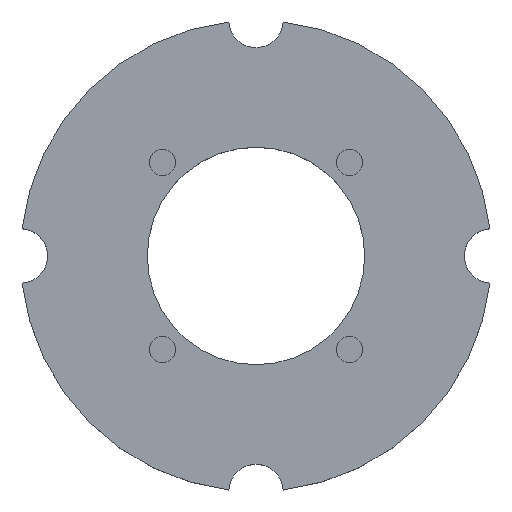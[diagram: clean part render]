
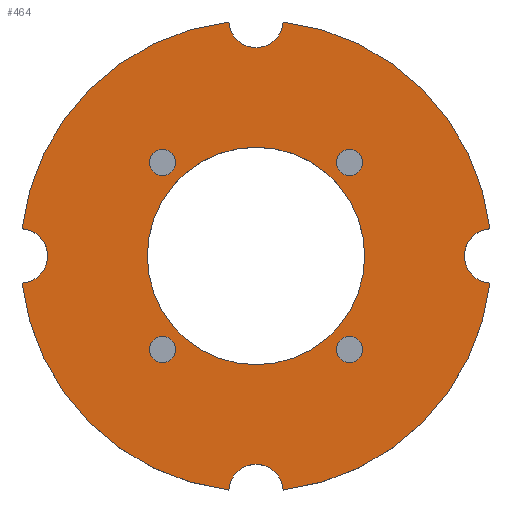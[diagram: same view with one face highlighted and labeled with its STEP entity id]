
A CAD part, top view. The second image highlights one B-rep face of the part: STEP entity #464.
In plain terms, the highlighted planar face has unit normal (0, 0, 1).
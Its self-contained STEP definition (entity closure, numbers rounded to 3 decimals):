
#15=FACE_BOUND('',#80,.T.);
#16=FACE_BOUND('',#81,.T.);
#17=FACE_BOUND('',#82,.T.);
#18=FACE_BOUND('',#83,.T.);
#19=FACE_BOUND('',#84,.T.);
#29=PLANE('',#515);
#44=FACE_OUTER_BOUND('',#79,.T.);
#79=EDGE_LOOP('',(#320,#321,#322,#323,#324,#325,#326,#327));
#80=EDGE_LOOP('',(#328));
#81=EDGE_LOOP('',(#329));
#82=EDGE_LOOP('',(#330));
#83=EDGE_LOOP('',(#331));
#84=EDGE_LOOP('',(#332));
#169=CIRCLE('',#513,3.);
#171=CIRCLE('',#516,26.);
#172=CIRCLE('',#517,3.);
#173=CIRCLE('',#518,26.);
#174=CIRCLE('',#519,3.);
#175=CIRCLE('',#520,26.);
#176=CIRCLE('',#521,3.);
#177=CIRCLE('',#522,26.);
#178=CIRCLE('',#523,12.);
#179=CIRCLE('',#524,1.45);
#180=CIRCLE('',#525,1.45);
#181=CIRCLE('',#526,1.45);
#182=CIRCLE('',#527,1.45);
#211=VERTEX_POINT('',#768);
#212=VERTEX_POINT('',#769);
#215=VERTEX_POINT('',#777);
#216=VERTEX_POINT('',#779);
#217=VERTEX_POINT('',#781);
#218=VERTEX_POINT('',#783);
#219=VERTEX_POINT('',#785);
#220=VERTEX_POINT('',#787);
#221=VERTEX_POINT('',#790);
#222=VERTEX_POINT('',#792);
#223=VERTEX_POINT('',#794);
#224=VERTEX_POINT('',#796);
#225=VERTEX_POINT('',#798);
#253=EDGE_CURVE('',#211,#212,#169,.T.);
#257=EDGE_CURVE('',#212,#215,#171,.T.);
#258=EDGE_CURVE('',#215,#216,#172,.T.);
#259=EDGE_CURVE('',#216,#217,#173,.T.);
#260=EDGE_CURVE('',#217,#218,#174,.T.);
#261=EDGE_CURVE('',#218,#219,#175,.T.);
#262=EDGE_CURVE('',#219,#220,#176,.T.);
#263=EDGE_CURVE('',#220,#211,#177,.T.);
#264=EDGE_CURVE('',#221,#221,#178,.T.);
#265=EDGE_CURVE('',#222,#222,#179,.T.);
#266=EDGE_CURVE('',#223,#223,#180,.T.);
#267=EDGE_CURVE('',#224,#224,#181,.T.);
#268=EDGE_CURVE('',#225,#225,#182,.T.);
#320=ORIENTED_EDGE('',*,*,#253,.T.);
#321=ORIENTED_EDGE('',*,*,#257,.T.);
#322=ORIENTED_EDGE('',*,*,#258,.T.);
#323=ORIENTED_EDGE('',*,*,#259,.T.);
#324=ORIENTED_EDGE('',*,*,#260,.T.);
#325=ORIENTED_EDGE('',*,*,#261,.T.);
#326=ORIENTED_EDGE('',*,*,#262,.T.);
#327=ORIENTED_EDGE('',*,*,#263,.T.);
#328=ORIENTED_EDGE('',*,*,#264,.T.);
#329=ORIENTED_EDGE('',*,*,#265,.T.);
#330=ORIENTED_EDGE('',*,*,#266,.T.);
#331=ORIENTED_EDGE('',*,*,#267,.T.);
#332=ORIENTED_EDGE('',*,*,#268,.T.);
#464=ADVANCED_FACE('',(#44,#15,#16,#17,#18,#19),#29,.T.);
#513=AXIS2_PLACEMENT_3D('',#770,#593,#594);
#515=AXIS2_PLACEMENT_3D('',#776,#599,#600);
#516=AXIS2_PLACEMENT_3D('',#778,#601,#602);
#517=AXIS2_PLACEMENT_3D('',#780,#603,#604);
#518=AXIS2_PLACEMENT_3D('',#782,#605,#606);
#519=AXIS2_PLACEMENT_3D('',#784,#607,#608);
#520=AXIS2_PLACEMENT_3D('',#786,#609,#610);
#521=AXIS2_PLACEMENT_3D('',#788,#611,#612);
#522=AXIS2_PLACEMENT_3D('',#789,#613,#614);
#523=AXIS2_PLACEMENT_3D('',#791,#615,#616);
#524=AXIS2_PLACEMENT_3D('',#793,#617,#618);
#525=AXIS2_PLACEMENT_3D('',#795,#619,#620);
#526=AXIS2_PLACEMENT_3D('',#797,#621,#622);
#527=AXIS2_PLACEMENT_3D('',#799,#623,#624);
#593=DIRECTION('center_axis',(0.,0.,-1.));
#594=DIRECTION('ref_axis',(0.,-1.,0.));
#599=DIRECTION('center_axis',(0.,0.,1.));
#600=DIRECTION('ref_axis',(1.,0.,0.));
#601=DIRECTION('center_axis',(0.,0.,1.));
#602=DIRECTION('ref_axis',(1.,0.,0.));
#603=DIRECTION('center_axis',(0.,0.,-1.));
#604=DIRECTION('ref_axis',(1.,0.,0.));
#605=DIRECTION('center_axis',(0.,0.,1.));
#606=DIRECTION('ref_axis',(1.,0.,0.));
#607=DIRECTION('center_axis',(0.,0.,-1.));
#608=DIRECTION('ref_axis',(0.,1.,0.));
#609=DIRECTION('center_axis',(0.,0.,1.));
#610=DIRECTION('ref_axis',(1.,0.,0.));
#611=DIRECTION('center_axis',(0.,0.,-1.));
#612=DIRECTION('ref_axis',(-1.,0.,0.));
#613=DIRECTION('center_axis',(0.,0.,1.));
#614=DIRECTION('ref_axis',(1.,0.,0.));
#615=DIRECTION('center_axis',(0.,0.,-1.));
#616=DIRECTION('ref_axis',(-1.,0.,0.));
#617=DIRECTION('center_axis',(0.,0.,-1.));
#618=DIRECTION('ref_axis',(-1.,0.,0.));
#619=DIRECTION('center_axis',(0.,0.,-1.));
#620=DIRECTION('ref_axis',(-1.,0.,0.));
#621=DIRECTION('center_axis',(0.,0.,-1.));
#622=DIRECTION('ref_axis',(-1.,0.,0.));
#623=DIRECTION('center_axis',(0.,0.,-1.));
#624=DIRECTION('ref_axis',(-1.,0.,0.));
#768=CARTESIAN_POINT('',(25.827,-2.995,110.));
#769=CARTESIAN_POINT('',(25.827,2.995,110.));
#770=CARTESIAN_POINT('Origin',(26.,0.,110.));
#776=CARTESIAN_POINT('Origin',(0.,0.,110.));
#777=CARTESIAN_POINT('',(2.995,25.827,110.));
#778=CARTESIAN_POINT('Origin',(0.,0.,110.));
#779=CARTESIAN_POINT('',(-2.995,25.827,110.));
#780=CARTESIAN_POINT('Origin',(0.,26.,110.));
#781=CARTESIAN_POINT('',(-25.827,2.995,110.));
#782=CARTESIAN_POINT('Origin',(0.,0.,110.));
#783=CARTESIAN_POINT('',(-25.827,-2.995,110.));
#784=CARTESIAN_POINT('Origin',(-26.,0.,
110.));
#785=CARTESIAN_POINT('',(-2.995,-25.827,110.));
#786=CARTESIAN_POINT('Origin',(0.,0.,110.));
#787=CARTESIAN_POINT('',(2.995,-25.827,110.));
#788=CARTESIAN_POINT('Origin',(0.,-26.,110.));
#789=CARTESIAN_POINT('Origin',(0.,0.,110.));
#790=CARTESIAN_POINT('',(12.,0.,110.));
#791=CARTESIAN_POINT('Origin',(0.,0.,110.));
#792=CARTESIAN_POINT('',(-8.874,-10.324,110.));
#793=CARTESIAN_POINT('Origin',(-10.324,-10.324,110.));
#794=CARTESIAN_POINT('',(-8.874,10.324,110.));
#795=CARTESIAN_POINT('Origin',(-10.324,10.324,110.));
#796=CARTESIAN_POINT('',(11.774,-10.324,110.));
#797=CARTESIAN_POINT('Origin',(10.324,-10.324,110.));
#798=CARTESIAN_POINT('',(11.774,10.324,110.));
#799=CARTESIAN_POINT('Origin',(10.324,10.324,110.));
